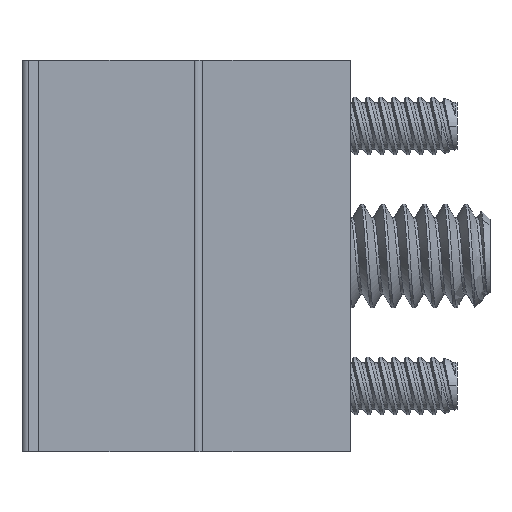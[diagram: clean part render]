
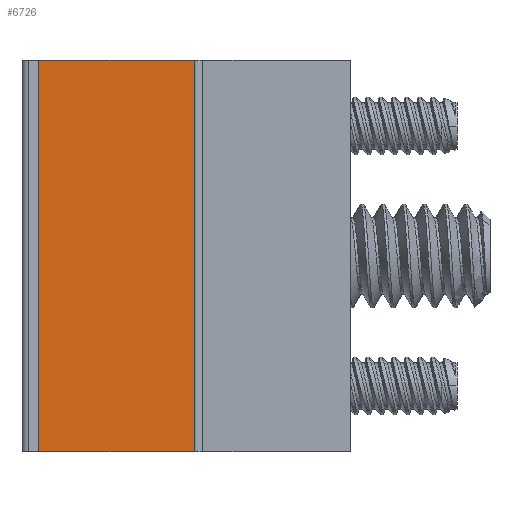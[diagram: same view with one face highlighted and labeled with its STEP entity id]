
A CAD part, left-side view. The second image highlights one B-rep face of the part: STEP entity #6726.
In plain terms, the highlighted face is planar.
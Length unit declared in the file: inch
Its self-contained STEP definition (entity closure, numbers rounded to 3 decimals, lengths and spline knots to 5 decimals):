
#234 = DIRECTION ( 'NONE',  ( 0., 0., -1. ) ) ;
#778 = VERTEX_POINT ( 'NONE', #4462 ) ;
#1208 = DIRECTION ( 'NONE',  ( 1., 0., 0. ) ) ;
#1388 = CARTESIAN_POINT ( 'NONE',  ( 0.75, -0.375, 0.47 ) ) ;
#1726 = VERTEX_POINT ( 'NONE', #8183 ) ;
#1845 = VECTOR ( 'NONE', #11008, 39.37008 ) ;
#2035 = AXIS2_PLACEMENT_3D ( 'NONE', #5381, #1208, #234 ) ;
#2287 = VERTEX_POINT ( 'NONE', #10625 ) ;
#2382 = VECTOR ( 'NONE', #7709, 39.37008 ) ;
#2427 = LINE ( 'NONE', #6041, #9407 ) ;
#2977 = CARTESIAN_POINT ( 'NONE',  ( 0.75, -0.375, 0.47 ) ) ;
#3998 = ORIENTED_EDGE ( 'NONE', *, *, #7628, .T. ) ;
#4055 = LINE ( 'NONE', #1388, #1845 ) ;
#4462 = CARTESIAN_POINT ( 'NONE',  ( 0.75, 0., 0.47 ) ) ;
#4594 = ORIENTED_EDGE ( 'NONE', *, *, #5406, .F. ) ;
#4749 = VERTEX_POINT ( 'NONE', #2977 ) ;
#5381 = CARTESIAN_POINT ( 'NONE',  ( 0.75, -0.75, 0.47 ) ) ;
#5406 = EDGE_CURVE ( 'NONE', #4749, #778, #2427, .T. ) ;
#6041 = CARTESIAN_POINT ( 'NONE',  ( 0.75, -0.75, 0.47 ) ) ;
#6378 = FACE_OUTER_BOUND ( 'NONE', #9727, .T. ) ;
#6562 = EDGE_CURVE ( 'NONE', #4749, #1726, #4055, .T. ) ;
#6726 = ADVANCED_FACE ( 'NONE', ( #6378 ), #9031, .T. ) ;
#6974 = ORIENTED_EDGE ( 'NONE', *, *, #9521, .F. ) ;
#7007 = VECTOR ( 'NONE', #7601, 39.37008 ) ;
#7599 = CARTESIAN_POINT ( 'NONE',  ( 0.75, 0., 0.47 ) ) ;
#7601 = DIRECTION ( 'NONE',  ( 0., -1., 0. ) ) ;
#7628 = EDGE_CURVE ( 'NONE', #2287, #778, #9324, .T. ) ;
#7709 = DIRECTION ( 'NONE',  ( 0., 0., 1. ) ) ;
#7932 = ORIENTED_EDGE ( 'NONE', *, *, #6562, .T. ) ;
#8183 = CARTESIAN_POINT ( 'NONE',  ( 0.75, -0.375, -0.47 ) ) ;
#8516 = CARTESIAN_POINT ( 'NONE',  ( 0.75, -0.75, -0.47 ) ) ;
#9031 = PLANE ( 'NONE',  #2035 ) ;
#9324 = LINE ( 'NONE', #7599, #2382 ) ;
#9373 = LINE ( 'NONE', #8516, #7007 ) ;
#9407 = VECTOR ( 'NONE', #9623, 39.37008 ) ;
#9521 = EDGE_CURVE ( 'NONE', #2287, #1726, #9373, .T. ) ;
#9623 = DIRECTION ( 'NONE',  ( 0., 1., 0. ) ) ;
#9727 = EDGE_LOOP ( 'NONE', ( #3998, #4594, #7932, #6974 ) ) ;
#10625 = CARTESIAN_POINT ( 'NONE',  ( 0.75, 0., -0.47 ) ) ;
#11008 = DIRECTION ( 'NONE',  ( 0., 0., -1. ) ) ;
